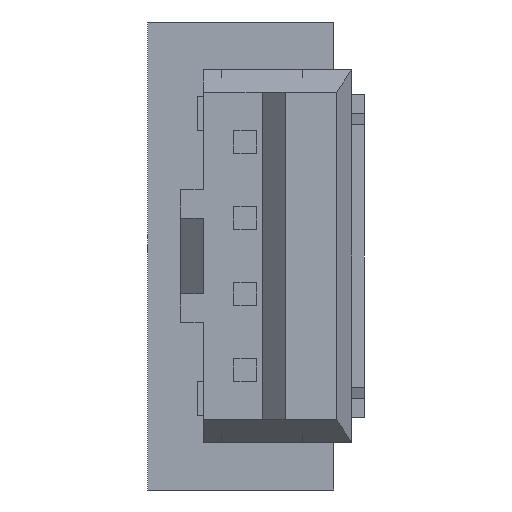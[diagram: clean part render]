
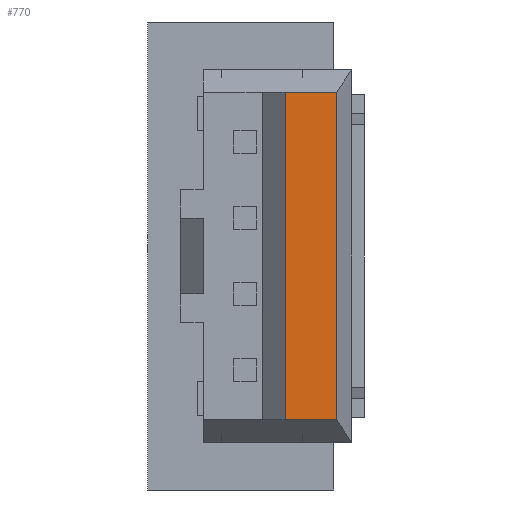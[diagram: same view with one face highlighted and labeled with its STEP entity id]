
A CAD part, left-side view. The second image highlights one B-rep face of the part: STEP entity #770.
In plain terms, the highlighted face is planar.
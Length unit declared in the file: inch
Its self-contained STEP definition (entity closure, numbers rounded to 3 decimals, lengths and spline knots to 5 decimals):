
#145 = DIRECTION ( 'NONE',  ( -1., 0., 0. ) ) ;
#361 = ORIENTED_EDGE ( 'NONE', *, *, #6027, .T. ) ;
#490 = VECTOR ( 'NONE', #4380, 39.37008 ) ;
#610 = VECTOR ( 'NONE', #6677, 39.37008 ) ;
#665 = EDGE_LOOP ( 'NONE', ( #8532, #361, #7919, #4436 ) ) ;
#770 = ADVANCED_FACE ( 'NONE', ( #2805 ), #2118, .F. ) ;
#785 = CARTESIAN_POINT ( 'NONE',  ( -0.25787, 0.03839, 0.13484 ) ) ;
#851 = EDGE_CURVE ( 'NONE', #7177, #8868, #5825, .T. ) ;
#1737 = CARTESIAN_POINT ( 'NONE',  ( -0.25787, 0.03839, 0.13484 ) ) ;
#2118 = PLANE ( 'NONE',  #6184 ) ;
#2805 = FACE_OUTER_BOUND ( 'NONE', #665, .T. ) ;
#2892 = DIRECTION ( 'NONE',  ( 0., 0., -1. ) ) ;
#2904 = CARTESIAN_POINT ( 'NONE',  ( -0.2815, 0.03839, 0.13484 ) ) ;
#2993 = CARTESIAN_POINT ( 'NONE',  ( -0.2815, 0.03839, 0.13484 ) ) ;
#3039 = DIRECTION ( 'NONE',  ( 1., 0., 0. ) ) ;
#3488 = EDGE_CURVE ( 'NONE', #4426, #8868, #6660, .T. ) ;
#3980 = CARTESIAN_POINT ( 'NONE',  ( 0.08071, 0.03839, 0.13484 ) ) ;
#4301 = LINE ( 'NONE', #785, #610 ) ;
#4380 = DIRECTION ( 'NONE',  ( 0., -1., 0. ) ) ;
#4426 = VERTEX_POINT ( 'NONE', #1737 ) ;
#4436 = ORIENTED_EDGE ( 'NONE', *, *, #3488, .T. ) ;
#5825 = LINE ( 'NONE', #8973, #490 ) ;
#5961 = DIRECTION ( 'NONE',  ( -1., 0., 0. ) ) ;
#6027 = EDGE_CURVE ( 'NONE', #7177, #8545, #6060, .T. ) ;
#6060 = LINE ( 'NONE', #7361, #6680 ) ;
#6184 = AXIS2_PLACEMENT_3D ( 'NONE', #2904, #2892, #145 ) ;
#6660 = LINE ( 'NONE', #2993, #8644 ) ;
#6677 = DIRECTION ( 'NONE',  ( 0., 1., 0. ) ) ;
#6680 = VECTOR ( 'NONE', #5961, 39.37008 ) ;
#7139 = CARTESIAN_POINT ( 'NONE',  ( -0.25787, 0.09154, 0.13484 ) ) ;
#7177 = VERTEX_POINT ( 'NONE', #9420 ) ;
#7361 = CARTESIAN_POINT ( 'NONE',  ( -0.2815, 0.09154, 0.13484 ) ) ;
#7919 = ORIENTED_EDGE ( 'NONE', *, *, #8367, .F. ) ;
#8367 = EDGE_CURVE ( 'NONE', #4426, #8545, #4301, .T. ) ;
#8532 = ORIENTED_EDGE ( 'NONE', *, *, #851, .F. ) ;
#8545 = VERTEX_POINT ( 'NONE', #7139 ) ;
#8644 = VECTOR ( 'NONE', #3039, 39.37008 ) ;
#8868 = VERTEX_POINT ( 'NONE', #3980 ) ;
#8973 = CARTESIAN_POINT ( 'NONE',  ( 0.08071, 0.03839, 0.13484 ) ) ;
#9420 = CARTESIAN_POINT ( 'NONE',  ( 0.08071, 0.09154, 0.13484 ) ) ;
